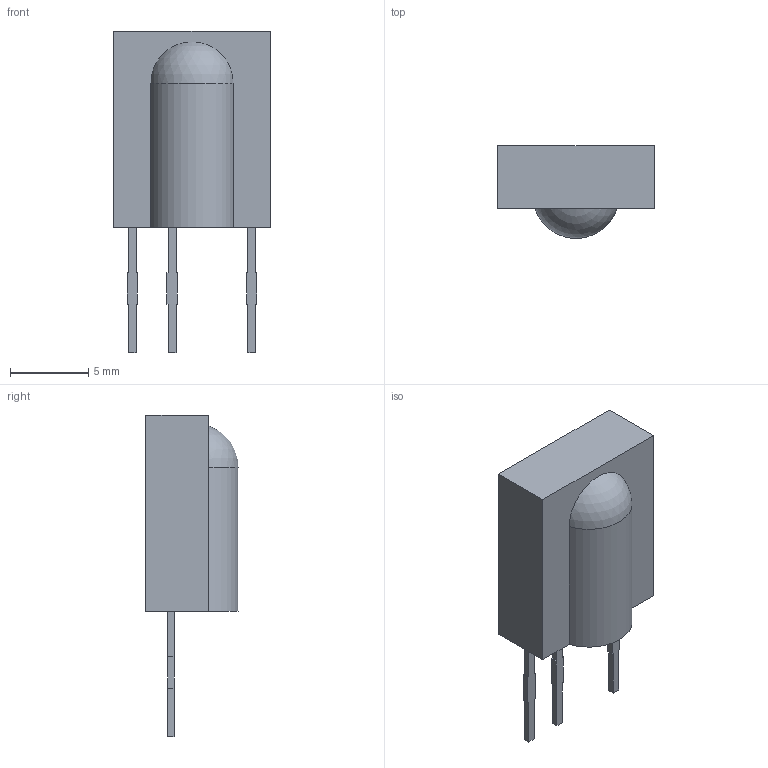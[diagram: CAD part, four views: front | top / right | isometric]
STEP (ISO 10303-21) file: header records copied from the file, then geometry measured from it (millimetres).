
FILE_DESCRIPTION(('FreeCAD Model'),'2;1');
FILE_NAME('Vishay_CAST-3pin.step', '2018-01-27T15:58:49',('kicad StepUp'),('ksu MCAD'), 'Open CASCADE STEP processor 6.8','FreeCAD','Unknown');
FILE_SCHEMA(('AUTOMOTIVE_DESIGN_CC2 { 1 2 10303 214 -1 1 5 4 }'));
Length unit declared in the file: millimetre
Products named in the file (1): Vishay_CAST-3pin
Bounding box: 10 x 5.89 x 20.5 mm (x, y, z)
Volume: 584.1 mm3; surface area: 503.8 mm2
Topology: 1 solids, 1 shells, 49 faces, 129 edges, 85 vertices
Faces by surface type: plane 47, cylinder 1, sphere 1
Entity records: 999 total; most frequent: ORIENTED_EDGE 199, EDGE_CURVE 129, LINE 122, CARTESIAN_POINT 107, VERTEX_POINT 85, FACE_BOUND 52, EDGE_LOOP 52, AXIS2_PLACEMENT_3D 51
